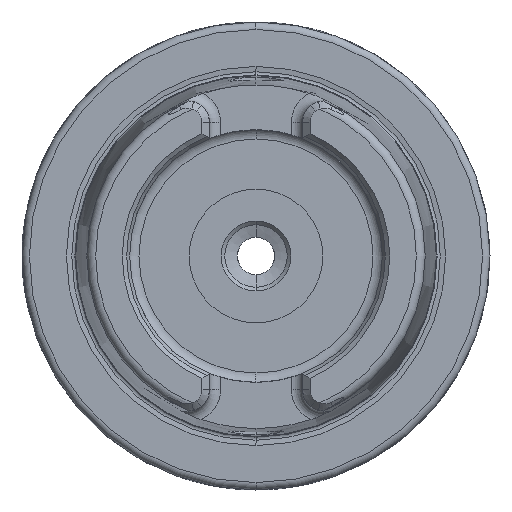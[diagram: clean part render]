
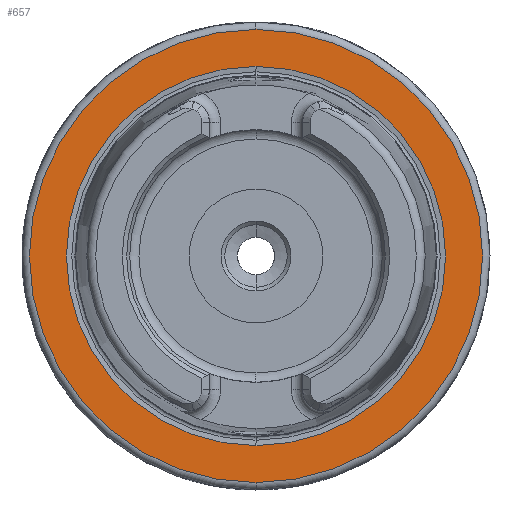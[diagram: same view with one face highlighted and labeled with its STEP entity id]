
A CAD part, left-side view. The second image highlights one B-rep face of the part: STEP entity #657.
In plain terms, the highlighted planar face has unit normal (-1, 0, 0).
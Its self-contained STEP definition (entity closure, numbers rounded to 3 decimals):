
#26 = DIRECTION ( 'NONE',  ( -1., 0., 0. ) ) ;
#191 = VERTEX_POINT ( 'NONE', #8133 ) ;
#657 = ADVANCED_FACE ( 'NONE', ( #7409, #7644 ), #1387, .F. ) ;
#1307 = CARTESIAN_POINT ( 'NONE',  ( -24., 0., -25.521 ) ) ;
#1313 = AXIS2_PLACEMENT_3D ( 'NONE', #4375, #26, #5074 ) ;
#1332 = ORIENTED_EDGE ( 'NONE', *, *, #7442, .T. ) ;
#1387 = PLANE ( 'NONE',  #2880 ) ;
#1481 = CARTESIAN_POINT ( 'NONE',  ( -24., 0., 0. ) ) ;
#1556 = DIRECTION ( 'NONE',  ( -1., 0., 0. ) ) ;
#1649 = CARTESIAN_POINT ( 'NONE',  ( -24., 0., 0. ) ) ;
#1938 = DIRECTION ( 'NONE',  ( 1., 0., 0. ) ) ;
#1959 = DIRECTION ( 'NONE',  ( 0., 0., -1. ) ) ;
#1990 = CIRCLE ( 'NONE', #1313, 30.5 ) ;
#2028 = AXIS2_PLACEMENT_3D ( 'NONE', #1649, #6614, #2424 ) ;
#2229 = DIRECTION ( 'NONE',  ( 0., 0., -1. ) ) ;
#2275 = EDGE_LOOP ( 'NONE', ( #4425, #2422 ) ) ;
#2403 = CIRCLE ( 'NONE', #2028, 25.521 ) ;
#2422 = ORIENTED_EDGE ( 'NONE', *, *, #7550, .T. ) ;
#2424 = DIRECTION ( 'NONE',  ( 0., 0., -1. ) ) ;
#2499 = CIRCLE ( 'NONE', #5917, 30.5 ) ;
#2880 = AXIS2_PLACEMENT_3D ( 'NONE', #5271, #1938, #1959 ) ;
#2964 = CIRCLE ( 'NONE', #5995, 25.521 ) ;
#3092 = VERTEX_POINT ( 'NONE', #6364 ) ;
#4375 = CARTESIAN_POINT ( 'NONE',  ( -24., 0., 0. ) ) ;
#4425 = ORIENTED_EDGE ( 'NONE', *, *, #6992, .T. ) ;
#4689 = VERTEX_POINT ( 'NONE', #7176 ) ;
#5074 = DIRECTION ( 'NONE',  ( 0., 0., -1. ) ) ;
#5271 = CARTESIAN_POINT ( 'NONE',  ( -24., 31.5, 0. ) ) ;
#5895 = CARTESIAN_POINT ( 'NONE',  ( -24., 0., 0. ) ) ;
#5917 = AXIS2_PLACEMENT_3D ( 'NONE', #5895, #1556, #6539 ) ;
#5995 = AXIS2_PLACEMENT_3D ( 'NONE', #1481, #6458, #2229 ) ;
#6183 = EDGE_LOOP ( 'NONE', ( #1332, #7661 ) ) ;
#6364 = CARTESIAN_POINT ( 'NONE',  ( -24., 0., 30.5 ) ) ;
#6458 = DIRECTION ( 'NONE',  ( 1., 0., 0. ) ) ;
#6539 = DIRECTION ( 'NONE',  ( 0., 0., -1. ) ) ;
#6614 = DIRECTION ( 'NONE',  ( 1., 0., 0. ) ) ;
#6992 = EDGE_CURVE ( 'NONE', #4689, #8195, #2964, .T. ) ;
#7176 = CARTESIAN_POINT ( 'NONE',  ( -24., 0., 25.521 ) ) ;
#7409 = FACE_OUTER_BOUND ( 'NONE', #6183, .T. ) ;
#7442 = EDGE_CURVE ( 'NONE', #191, #3092, #2499, .T. ) ;
#7550 = EDGE_CURVE ( 'NONE', #8195, #4689, #2403, .T. ) ;
#7644 = FACE_BOUND ( 'NONE', #2275, .T. ) ;
#7661 = ORIENTED_EDGE ( 'NONE', *, *, #8092, .T. ) ;
#8092 = EDGE_CURVE ( 'NONE', #3092, #191, #1990, .T. ) ;
#8133 = CARTESIAN_POINT ( 'NONE',  ( -24., 0., -30.5 ) ) ;
#8195 = VERTEX_POINT ( 'NONE', #1307 ) ;
